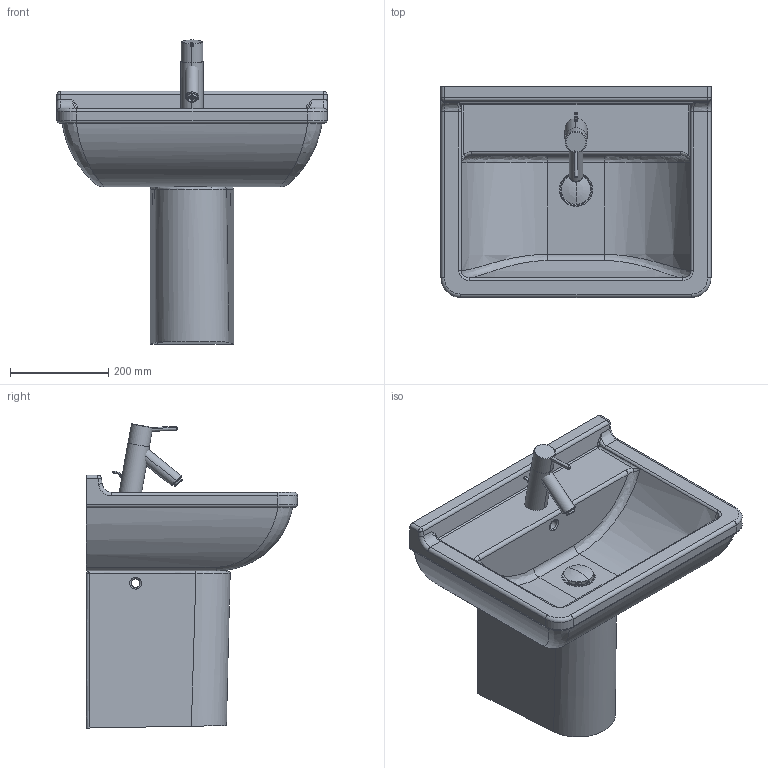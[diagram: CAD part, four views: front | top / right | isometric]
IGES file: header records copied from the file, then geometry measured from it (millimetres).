
Global section: file name: No Iges File Name specified; native system: AutoDesk Inventor R11.0; preprocessor: AutoDesk Inventor Iges Exporter R11.0; author: No Author specified; organization: No Organization specified; date: 20070712.061847; units: millimetre
Bounding box: 550 x 430 x 619.4 mm (x, y, z)
Volume: 18193455.9 mm3; surface area: 1511779.3 mm2
Topology: 9 solids, 9 shells, 237 faces, 566 edges, 339 vertices
Faces by surface type: cylinder 62, plane 61, bspline 42, revolution 35, torus 28, sphere 7, cone 2
